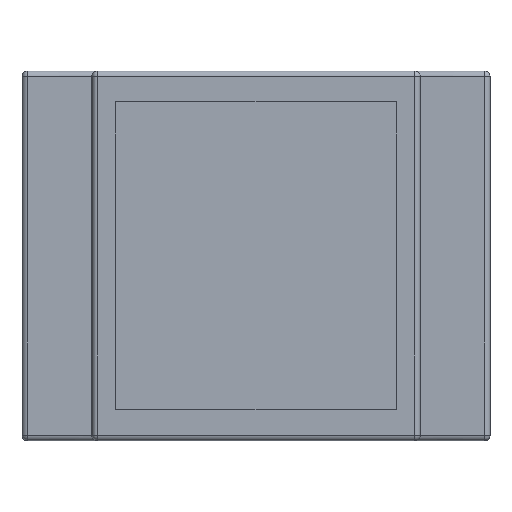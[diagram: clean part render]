
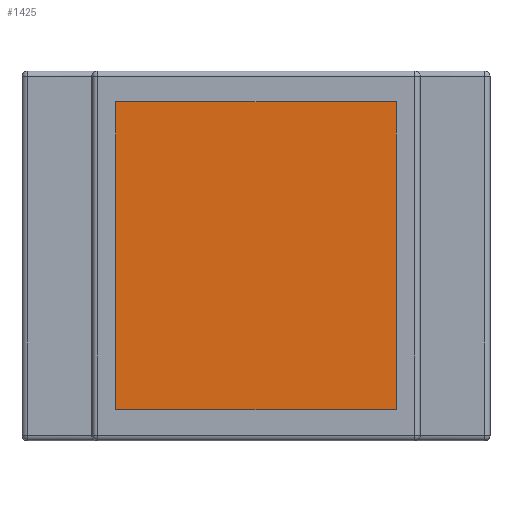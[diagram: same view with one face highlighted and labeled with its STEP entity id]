
A CAD part, top view. The second image highlights one B-rep face of the part: STEP entity #1425.
In plain terms, the highlighted planar face has unit normal (0, 0, 1).
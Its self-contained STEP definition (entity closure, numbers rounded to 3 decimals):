
#1334 = VERTEX_POINT('',#1335);
#1335 = CARTESIAN_POINT('',(20.5,-22.5,23.53));
#1341 = EDGE_CURVE('',#1334,#1342,#1344,.T.);
#1342 = VERTEX_POINT('',#1343);
#1343 = CARTESIAN_POINT('',(-20.5,-22.5,23.53));
#1344 = LINE('',#1345,#1346);
#1345 = CARTESIAN_POINT('',(20.5,-22.5,23.53));
#1346 = VECTOR('',#1347,1.);
#1347 = DIRECTION('',(-1.,0.,0.));
#1365 = EDGE_CURVE('',#1342,#1366,#1368,.T.);
#1366 = VERTEX_POINT('',#1367);
#1367 = CARTESIAN_POINT('',(-20.5,22.5,23.53));
#1368 = LINE('',#1369,#1370);
#1369 = CARTESIAN_POINT('',(-20.5,-22.5,23.53));
#1370 = VECTOR('',#1371,1.);
#1371 = DIRECTION('',(0.,1.,0.));
#1389 = EDGE_CURVE('',#1366,#1390,#1392,.T.);
#1390 = VERTEX_POINT('',#1391);
#1391 = CARTESIAN_POINT('',(20.5,22.5,23.53));
#1392 = LINE('',#1393,#1394);
#1393 = CARTESIAN_POINT('',(-20.5,22.5,23.53));
#1394 = VECTOR('',#1395,1.);
#1395 = DIRECTION('',(1.,0.,0.));
#1413 = EDGE_CURVE('',#1390,#1334,#1414,.T.);
#1414 = LINE('',#1415,#1416);
#1415 = CARTESIAN_POINT('',(20.5,22.5,23.53));
#1416 = VECTOR('',#1417,1.);
#1417 = DIRECTION('',(0.,-1.,0.));
#1425 = ADVANCED_FACE('',(#1426),#1432,.T.);
#1426 = FACE_BOUND('',#1427,.F.);
#1427 = EDGE_LOOP('',(#1428,#1429,#1430,#1431));
#1428 = ORIENTED_EDGE('',*,*,#1341,.T.);
#1429 = ORIENTED_EDGE('',*,*,#1365,.T.);
#1430 = ORIENTED_EDGE('',*,*,#1389,.T.);
#1431 = ORIENTED_EDGE('',*,*,#1413,.T.);
#1432 = PLANE('',#1433);
#1433 = AXIS2_PLACEMENT_3D('',#1434,#1435,#1436);
#1434 = CARTESIAN_POINT('',(0.,0.,23.53));
#1435 = DIRECTION('',(0.,0.,1.));
#1436 = DIRECTION('',(0.,1.,0.));
